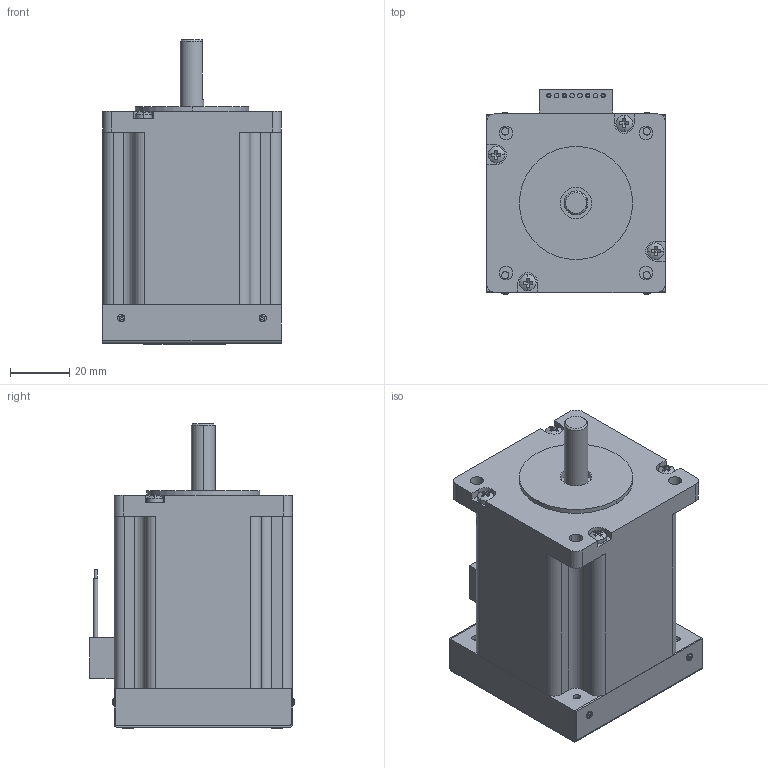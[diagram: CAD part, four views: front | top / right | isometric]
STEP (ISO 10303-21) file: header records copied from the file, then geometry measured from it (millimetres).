
FILE_DESCRIPTION (( 'STEP AP214' ), '1' );
FILE_NAME ('PD60-3-1276 - NEMA24.STEP', '2018-08-16T12:29:28', ( '' ), ( '' ), 'SwSTEP 2.0', 'SolidWorks 2016', '' );
FILE_SCHEMA (( 'AUTOMOTIVE_DESIGN' ));
Length unit declared in the file: millimetre
Products named in the file (32): TMCM-1276_V10_280218_1; TMCM_1361_din_iso_7049_st2_2x4_5_c_h_2; din_7984_8_8_m_3x6_2; Cover_2; Base_2; NEMA24-60sh45-2804af001_reva_1; PD60-3-1276 - NEMA24; parallel pin unhardened_1_iso_ISO 2338 - 1.5 m6 x 8 - St_1; Part9^TMCM-1276_1; socket head cap screw_iso_1_ISO 4762 M3 x 6 - 6C_1; Magnet_2; Magnet_Holder_Brass_2
Assembly tree (20 placements, depth 2):
  TMCM-1276_V10_280218_1
  TMCM_1361_din_iso_7049_st2_2x4_5_c_h_2
  din_7984_8_8_m_3x6_2
  din_7984_8_8_m_3x6_2
  Cover_2
Bounding box: 60 x 68.7 x 102.25 mm (x, y, z)
Volume: 18527.9 mm3; surface area: 56139.6 mm2
Topology: 19 solids, 34 shells, 1511 faces, 4038 edges, 2625 vertices
Faces by surface type: plane 810, cylinder 422, bspline 204, cone 67, sphere 8
Entity records: 62178 total; most frequent: CARTESIAN_POINT 14888, ORIENTED_EDGE 7020, DIRECTION 6211, EDGE_CURVE 3530, VERTEX_POINT 2317, LINE 2249, VECTOR 2249, AXIS2_PLACEMENT_3D 1981
